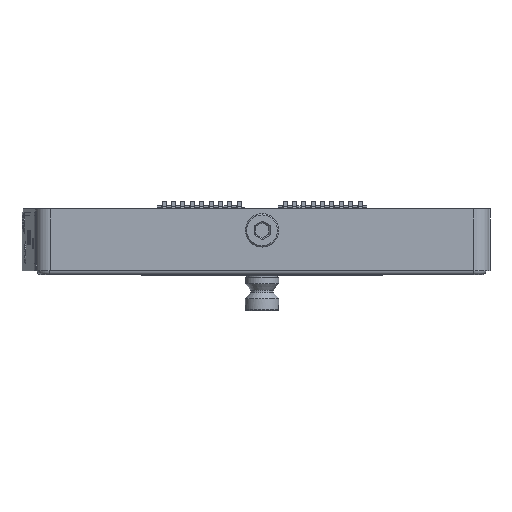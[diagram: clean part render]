
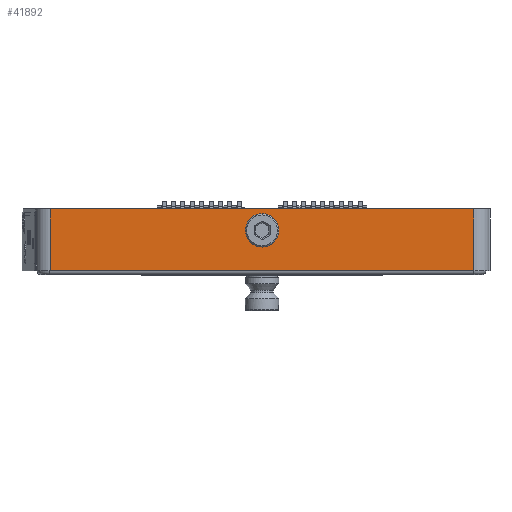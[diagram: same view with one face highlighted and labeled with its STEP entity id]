
A CAD part, left-side view. The second image highlights one B-rep face of the part: STEP entity #41892.
In plain terms, the highlighted planar face has unit normal (-1, 0, 0).
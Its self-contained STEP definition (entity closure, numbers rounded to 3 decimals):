
#1875 = ORIENTED_EDGE ( 'NONE', *, *, #3026, .T. ) ;
#2798 = EDGE_CURVE ( 'NONE', #36506, #30343, #4865, .T. ) ;
#3026 = EDGE_CURVE ( 'NONE', #4674, #4674, #23752, .T. ) ;
#3197 = EDGE_CURVE ( 'NONE', #9888, #30343, #5085, .T. ) ;
#3445 = ORIENTED_EDGE ( 'NONE', *, *, #3561, .T. ) ;
#3456 = EDGE_CURVE ( 'NONE', #17535, #9888, #18570, .T. ) ;
#3561 = EDGE_CURVE ( 'NONE', #17535, #36506, #6495, .T. ) ;
#4674 = VERTEX_POINT ( 'NONE', #26002 ) ;
#4865 = LINE ( 'NONE', #15090, #22548 ) ;
#4875 = AXIS2_PLACEMENT_3D ( 'NONE', #7584, #7485, #7446 ) ;
#5085 = LINE ( 'NONE', #11972, #8864 ) ;
#5823 = CARTESIAN_POINT ( 'NONE',  ( -86., 4.5, -5.75 ) ) ;
#6335 = VECTOR ( 'NONE', #40257, 1000. ) ;
#6495 = LINE ( 'NONE', #5823, #6335 ) ;
#7446 = DIRECTION ( 'NONE',  ( 0., 0., 1. ) ) ;
#7485 = DIRECTION ( 'NONE',  ( -1., 0., 0. ) ) ;
#7584 = CARTESIAN_POINT ( 'NONE',  ( -86., 4.5, -5.75 ) ) ;
#7950 = DIRECTION ( 'NONE',  ( 0., 0., 1. ) ) ;
#7954 = PLANE ( 'NONE',  #4875 ) ;
#8864 = VECTOR ( 'NONE', #11699, 1000. ) ;
#9888 = VERTEX_POINT ( 'NONE', #15127 ) ;
#10121 = CARTESIAN_POINT ( 'NONE',  ( -86., 83.5, -5.75 ) ) ;
#11699 = DIRECTION ( 'NONE',  ( 0., -1., 0. ) ) ;
#11972 = CARTESIAN_POINT ( 'NONE',  ( -86., 4.5, 5.75 ) ) ;
#13117 = DIRECTION ( 'NONE',  ( 0., 1., 0. ) ) ;
#13167 = DIRECTION ( 'NONE',  ( 1., 0., 0. ) ) ;
#13196 = CARTESIAN_POINT ( 'NONE',  ( -86., 44., 1.75 ) ) ;
#14223 = AXIS2_PLACEMENT_3D ( 'NONE', #13196, #13167, #13117 ) ;
#14847 = DIRECTION ( 'NONE',  ( 0., 0., 1. ) ) ;
#15090 = CARTESIAN_POINT ( 'NONE',  ( -86., 4.5, -5.75 ) ) ;
#15127 = CARTESIAN_POINT ( 'NONE',  ( -86., 83.5, 5.75 ) ) ;
#15441 = ORIENTED_EDGE ( 'NONE', *, *, #3197, .F. ) ;
#16157 = EDGE_LOOP ( 'NONE', ( #1875 ) ) ;
#17535 = VERTEX_POINT ( 'NONE', #32438 ) ;
#17812 = FACE_OUTER_BOUND ( 'NONE', #33276, .T. ) ;
#18401 = FACE_BOUND ( 'NONE', #16157, .T. ) ;
#18570 = LINE ( 'NONE', #10121, #38776 ) ;
#18856 = ORIENTED_EDGE ( 'NONE', *, *, #2798, .T. ) ;
#22548 = VECTOR ( 'NONE', #14847, 1000. ) ;
#23752 = CIRCLE ( 'NONE', #14223, 3.125 ) ;
#26002 = CARTESIAN_POINT ( 'NONE',  ( -86., 47.125, 1.75 ) ) ;
#30343 = VERTEX_POINT ( 'NONE', #32177 ) ;
#32177 = CARTESIAN_POINT ( 'NONE',  ( -86., 4.5, 5.75 ) ) ;
#32438 = CARTESIAN_POINT ( 'NONE',  ( -86., 83.5, -5.75 ) ) ;
#33276 = EDGE_LOOP ( 'NONE', ( #15441, #42082, #3445, #18856 ) ) ;
#33528 = CARTESIAN_POINT ( 'NONE',  ( -86., 4.5, -5.75 ) ) ;
#36506 = VERTEX_POINT ( 'NONE', #33528 ) ;
#38776 = VECTOR ( 'NONE', #7950, 1000. ) ;
#40257 = DIRECTION ( 'NONE',  ( 0., -1., 0. ) ) ;
#41892 = ADVANCED_FACE ( 'NONE', ( #18401, #17812 ), #7954, .T. ) ;
#42082 = ORIENTED_EDGE ( 'NONE', *, *, #3456, .F. ) ;
